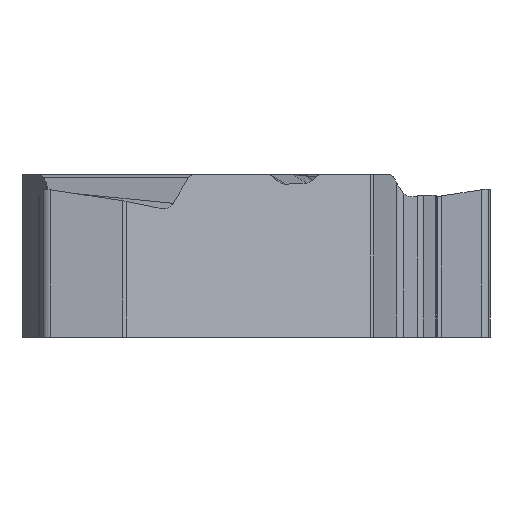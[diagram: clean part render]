
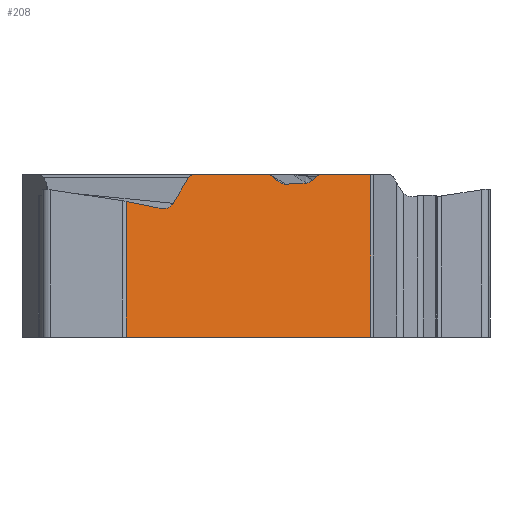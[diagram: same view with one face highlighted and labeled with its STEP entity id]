
A CAD part, front view. The second image highlights one B-rep face of the part: STEP entity #208.
In plain terms, the highlighted planar face has unit normal (0.5, -0.866, 0).
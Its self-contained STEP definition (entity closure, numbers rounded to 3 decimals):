
#208=ADVANCED_FACE('',(#355),#292,.F.);
#292=PLANE('',#2160);
#355=FACE_OUTER_BOUND('',#467,.T.);
#467=EDGE_LOOP('',(#1120,#1121,#1122,#1123,#1124,#1125,#1126,#1127,#1128,
#1129,#1130,#1131,#1132,#1133,#1134,#1135));
#609=LINE('',#3661,#785);
#613=LINE('',#3714,#789);
#619=LINE('',#3869,#796);
#620=LINE('',#3871,#797);
#621=LINE('',#3873,#798);
#622=LINE('',#3875,#799);
#623=LINE('',#3878,#800);
#624=LINE('',#3894,#801);
#625=LINE('',#3910,#802);
#626=LINE('',#3915,#803);
#785=VECTOR('',#2487,1.);
#789=VECTOR('',#2491,1.);
#796=VECTOR('',#2516,1.);
#797=VECTOR('',#2517,1.);
#798=VECTOR('',#2518,1.);
#799=VECTOR('',#2519,1.);
#800=VECTOR('',#2522,1.);
#801=VECTOR('',#2523,1.);
#802=VECTOR('',#2524,1.);
#803=VECTOR('',#2529,1.);
#1120=ORIENTED_EDGE('',*,*,#1822,.F.);
#1121=ORIENTED_EDGE('',*,*,#1823,.F.);
#1122=ORIENTED_EDGE('',*,*,#1824,.T.);
#1123=ORIENTED_EDGE('',*,*,#1825,.T.);
#1124=ORIENTED_EDGE('',*,*,#1826,.T.);
#1125=ORIENTED_EDGE('',*,*,#1806,.F.);
#1126=ORIENTED_EDGE('',*,*,#1827,.F.);
#1127=ORIENTED_EDGE('',*,*,#1828,.F.);
#1128=ORIENTED_EDGE('',*,*,#1829,.F.);
#1129=ORIENTED_EDGE('',*,*,#1830,.F.);
#1130=ORIENTED_EDGE('',*,*,#1831,.F.);
#1131=ORIENTED_EDGE('',*,*,#1832,.F.);
#1132=ORIENTED_EDGE('',*,*,#1833,.F.);
#1133=ORIENTED_EDGE('',*,*,#1799,.F.);
#1134=ORIENTED_EDGE('',*,*,#1834,.F.);
#1135=ORIENTED_EDGE('',*,*,#1835,.F.);
#1574=VERTEX_POINT('',#3660);
#1575=VERTEX_POINT('',#3662);
#1581=VERTEX_POINT('',#3713);
#1582=VERTEX_POINT('',#3715);
#1590=VERTEX_POINT('',#3867);
#1591=VERTEX_POINT('',#3868);
#1592=VERTEX_POINT('',#3870);
#1593=VERTEX_POINT('',#3872);
#1594=VERTEX_POINT('',#3874);
#1595=VERTEX_POINT('',#3877);
#1596=VERTEX_POINT('',#3879);
#1597=VERTEX_POINT('',#3893);
#1598=VERTEX_POINT('',#3895);
#1599=VERTEX_POINT('',#3909);
#1600=VERTEX_POINT('',#3911);
#1601=VERTEX_POINT('',#3914);
#1799=EDGE_CURVE('',#1574,#1575,#609,.T.);
#1806=EDGE_CURVE('',#1581,#1582,#613,.T.);
#1822=EDGE_CURVE('',#1590,#1591,#1992,.T.);
#1823=EDGE_CURVE('',#1592,#1590,#619,.T.);
#1824=EDGE_CURVE('',#1592,#1593,#620,.T.);
#1825=EDGE_CURVE('',#1593,#1594,#621,.T.);
#1826=EDGE_CURVE('',#1594,#1582,#622,.T.);
#1827=EDGE_CURVE('',#1595,#1581,#1993,.T.);
#1828=EDGE_CURVE('',#1596,#1595,#623,.T.);
#1829=EDGE_CURVE('',#1597,#1596,#2045,.T.);
#1830=EDGE_CURVE('',#1598,#1597,#624,.T.);
#1831=EDGE_CURVE('',#1599,#1598,#2046,.T.);
#1832=EDGE_CURVE('',#1600,#1599,#625,.T.);
#1833=EDGE_CURVE('',#1575,#1600,#1994,.T.);
#1834=EDGE_CURVE('',#1601,#1574,#1995,.T.);
#1835=EDGE_CURVE('',#1591,#1601,#626,.T.);
#1992=ELLIPSE('',#2156,0.368,0.32);
#1993=ELLIPSE('',#2157,0.15,0.15);
#1994=ELLIPSE('',#2158,0.167,0.15);
#1995=ELLIPSE('',#2159,0.177,0.15);
#2045=B_SPLINE_CURVE_WITH_KNOTS('',3,(#3880,#3881,#3882,#3883,#3884,#3885,
#3886,#3887,#3888,#3889,#3890,#3891,#3892),.UNSPECIFIED.,.F.,.F.,(4,3,3,
3,4),(0.,0.249,0.498,0.746,1.),
 .UNSPECIFIED.);
#2046=B_SPLINE_CURVE_WITH_KNOTS('',3,(#3896,#3897,#3898,#3899,#3900,#3901,
#3902,#3903,#3904,#3905,#3906,#3907,#3908),.UNSPECIFIED.,.F.,.F.,(4,3,3,
3,4),(0.,0.234,0.468,0.701,1.),
 .UNSPECIFIED.);
#2156=AXIS2_PLACEMENT_3D('',#3866,#2514,#2515);
#2157=AXIS2_PLACEMENT_3D('',#3876,#2520,#2521);
#2158=AXIS2_PLACEMENT_3D('',#3912,#2525,#2526);
#2159=AXIS2_PLACEMENT_3D('',#3913,#2527,#2528);
#2160=AXIS2_PLACEMENT_3D('',#3916,#2530,#2531);
#2487=DIRECTION('',(0.866,0.5,0.));
#2491=DIRECTION('',(0.866,0.5,0.));
#2514=DIRECTION('',(0.5,-0.866,0.));
#2515=DIRECTION('',(-0.853,-0.492,0.174));
#2516=DIRECTION('',(0.853,0.492,-0.174));
#2517=DIRECTION('',(0.,0.,-1.));
#2518=DIRECTION('',(0.866,0.5,0.));
#2519=DIRECTION('',(0.,0.,1.));
#2520=DIRECTION('',(-0.5,0.866,0.));
#2521=DIRECTION('',(0.866,0.5,0.));
#2522=DIRECTION('',(0.658,0.38,0.651));
#2523=DIRECTION('',(0.865,0.5,0.043));
#2524=DIRECTION('',(0.686,0.396,-0.611));
#2525=DIRECTION('',(-0.5,0.866,0.));
#2526=DIRECTION('',(-0.866,-0.5,0.));
#2527=DIRECTION('',(-0.5,0.866,0.));
#2528=DIRECTION('',(-0.866,-0.5,0.));
#2529=DIRECTION('',(0.497,0.287,0.819));
#2530=DIRECTION('',(-0.5,0.866,0.));
#2531=DIRECTION('',(0.,0.,-1.));
#3660=CARTESIAN_POINT('',(-0.162,-5.593,0.38));
#3661=CARTESIAN_POINT('',(5.129,-2.538,0.38));
#3662=CARTESIAN_POINT('',(1.861,-4.425,0.38));
#3713=CARTESIAN_POINT('',(3.222,-3.639,0.38));
#3714=CARTESIAN_POINT('',(-0.367,-5.711,0.38));
#3715=CARTESIAN_POINT('',(4.59,-2.849,0.38));
#3866=CARTESIAN_POINT('',(-0.985,-6.068,-0.206));
#3867=CARTESIAN_POINT('',(-1.033,-6.096,-0.521));
#3868=CARTESIAN_POINT('',(-0.713,-5.911,-0.384));
#3869=CARTESIAN_POINT('',(4.866,-2.69,-1.723));
#3870=CARTESIAN_POINT('',(-1.971,-6.637,-0.331));
#3871=CARTESIAN_POINT('',(-1.971,-6.637,-5.47));
#3872=CARTESIAN_POINT('',(-1.971,-6.637,-3.97));
#3873=CARTESIAN_POINT('',(-0.367,-5.711,-3.97));
#3874=CARTESIAN_POINT('',(4.59,-2.849,-3.97));
#3875=CARTESIAN_POINT('',(4.59,-2.849,3.38));
#3876=CARTESIAN_POINT('',(3.222,-3.639,0.23));
#3877=CARTESIAN_POINT('',(3.137,-3.688,0.344));
#3878=CARTESIAN_POINT('',(0.97,-4.939,-1.801));
#3879=CARTESIAN_POINT('',(3.029,-3.75,0.237));
#3880=CARTESIAN_POINT('',(2.857,-3.85,0.158));
#3881=CARTESIAN_POINT('',(2.873,-3.841,0.159));
#3882=CARTESIAN_POINT('',(2.888,-3.832,0.162));
#3883=CARTESIAN_POINT('',(2.904,-3.823,0.165));
#3884=CARTESIAN_POINT('',(2.919,-3.814,0.169));
#3885=CARTESIAN_POINT('',(2.934,-3.805,0.174));
#3886=CARTESIAN_POINT('',(2.949,-3.797,0.181));
#3887=CARTESIAN_POINT('',(2.963,-3.789,0.188));
#3888=CARTESIAN_POINT('',(2.977,-3.78,0.196));
#3889=CARTESIAN_POINT('',(2.99,-3.773,0.205));
#3890=CARTESIAN_POINT('',(3.004,-3.765,0.214));
#3891=CARTESIAN_POINT('',(3.017,-3.757,0.225));
#3892=CARTESIAN_POINT('',(3.029,-3.75,0.237));
#3893=CARTESIAN_POINT('',(2.857,-3.85,0.158));
#3894=CARTESIAN_POINT('',(-0.367,-5.711,0.));
#3895=CARTESIAN_POINT('',(2.296,-4.173,0.131));
#3896=CARTESIAN_POINT('',(2.124,-4.273,0.193));
#3897=CARTESIAN_POINT('',(2.136,-4.266,0.182));
#3898=CARTESIAN_POINT('',(2.148,-4.259,0.173));
#3899=CARTESIAN_POINT('',(2.161,-4.252,0.166));
#3900=CARTESIAN_POINT('',(2.173,-4.245,0.158));
#3901=CARTESIAN_POINT('',(2.186,-4.237,0.151));
#3902=CARTESIAN_POINT('',(2.2,-4.229,0.146));
#3903=CARTESIAN_POINT('',(2.214,-4.221,0.141));
#3904=CARTESIAN_POINT('',(2.228,-4.213,0.137));
#3905=CARTESIAN_POINT('',(2.242,-4.205,0.134));
#3906=CARTESIAN_POINT('',(2.26,-4.195,0.131));
#3907=CARTESIAN_POINT('',(2.278,-4.184,0.13));
#3908=CARTESIAN_POINT('',(2.296,-4.173,0.131));
#3909=CARTESIAN_POINT('',(2.124,-4.273,0.193));
#3910=CARTESIAN_POINT('',(4.089,-3.139,-1.557));
#3911=CARTESIAN_POINT('',(1.954,-4.371,0.344));
#3912=CARTESIAN_POINT('',(1.861,-4.425,0.23));
#3913=CARTESIAN_POINT('',(-0.162,-5.593,0.23));
#3914=CARTESIAN_POINT('',(-0.294,-5.669,0.307));
#3915=CARTESIAN_POINT('',(1.365,-4.711,3.043));
#3916=CARTESIAN_POINT('',(-0.367,-5.711,0.));
